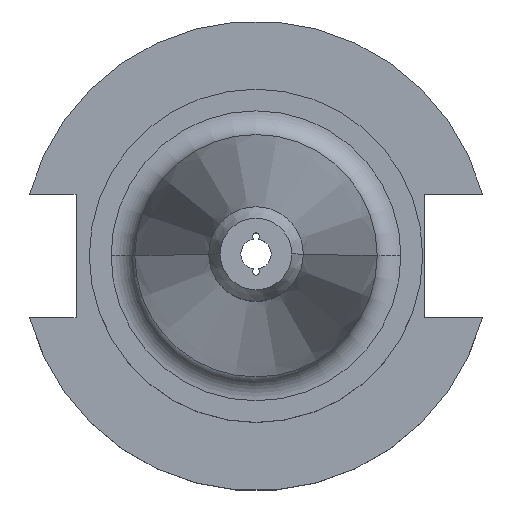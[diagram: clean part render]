
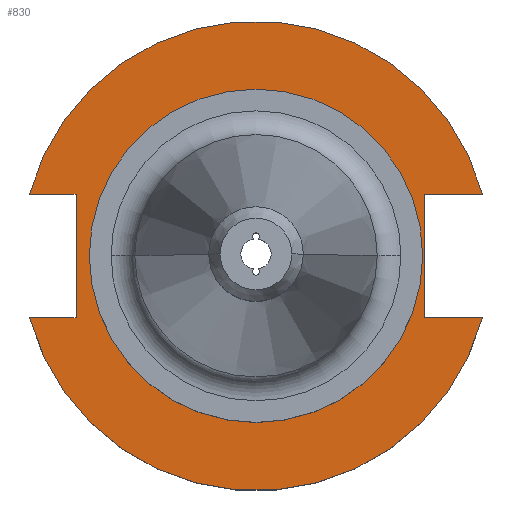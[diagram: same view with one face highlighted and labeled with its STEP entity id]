
A CAD part, top view. The second image highlights one B-rep face of the part: STEP entity #830.
In plain terms, the highlighted planar face has unit normal (0, 0, 1).
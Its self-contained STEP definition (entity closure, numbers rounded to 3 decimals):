
#1 = VECTOR ( 'NONE', #798, 1000. ) ;
#29 = DIRECTION ( 'NONE',  ( 1., 0., 0. ) ) ;
#46 = VERTEX_POINT ( 'NONE', #1028 ) ;
#62 = EDGE_CURVE ( 'NONE', #490, #97, #1977, .T. ) ;
#65 = CARTESIAN_POINT ( 'NONE',  ( 0., 49.212, 19.05 ) ) ;
#67 = VECTOR ( 'NONE', #1530, 1000. ) ;
#93 = CARTESIAN_POINT ( 'NONE',  ( 47.477, 12.954, 19.05 ) ) ;
#97 = VERTEX_POINT ( 'NONE', #1200 ) ;
#100 = FACE_OUTER_BOUND ( 'NONE', #978, .T. ) ;
#117 = CARTESIAN_POINT ( 'NONE',  ( -63.719, -12.954, 19.05 ) ) ;
#122 = LINE ( 'NONE', #304, #67 ) ;
#134 = EDGE_CURVE ( 'NONE', #186, #1589, #537, .T. ) ;
#162 = VERTEX_POINT ( 'NONE', #1980 ) ;
#174 = EDGE_CURVE ( 'NONE', #909, #386, #1273, .T. ) ;
#186 = VERTEX_POINT ( 'NONE', #93 ) ;
#205 = ORIENTED_EDGE ( 'NONE', *, *, #1111, .F. ) ;
#224 = ORIENTED_EDGE ( 'NONE', *, *, #383, .F. ) ;
#227 = CARTESIAN_POINT ( 'NONE',  ( 0., 0., 19.05 ) ) ;
#244 = DIRECTION ( 'NONE',  ( 1., 0., 0. ) ) ;
#247 = AXIS2_PLACEMENT_3D ( 'NONE', #785, #1896, #953 ) ;
#259 = ORIENTED_EDGE ( 'NONE', *, *, #134, .F. ) ;
#304 = CARTESIAN_POINT ( 'NONE',  ( -37.719, 12.954, 19.05 ) ) ;
#333 = CARTESIAN_POINT ( 'NONE',  ( 34.925, 0., 19.05 ) ) ;
#345 = CIRCLE ( 'NONE', #1963, 49.212 ) ;
#383 = EDGE_CURVE ( 'NONE', #46, #864, #1298, .T. ) ;
#386 = VERTEX_POINT ( 'NONE', #333 ) ;
#392 = DIRECTION ( 'NONE',  ( 1., 0., 0. ) ) ;
#468 = VERTEX_POINT ( 'NONE', #1439 ) ;
#469 = AXIS2_PLACEMENT_3D ( 'NONE', #1961, #858, #1803 ) ;
#481 = ORIENTED_EDGE ( 'NONE', *, *, #1316, .F. ) ;
#482 = EDGE_CURVE ( 'NONE', #162, #468, #772, .T. ) ;
#490 = VERTEX_POINT ( 'NONE', #1276 ) ;
#537 = LINE ( 'NONE', #1357, #948 ) ;
#544 = LINE ( 'NONE', #894, #602 ) ;
#548 = CARTESIAN_POINT ( 'NONE',  ( -47.477, 12.954, 19.05 ) ) ;
#588 = EDGE_CURVE ( 'NONE', #386, #909, #991, .T. ) ;
#602 = VECTOR ( 'NONE', #1998, 1000. ) ;
#643 = EDGE_LOOP ( 'NONE', ( #1676, #1323 ) ) ;
#664 = VECTOR ( 'NONE', #244, 1000. ) ;
#691 = DIRECTION ( 'NONE',  ( 1., 0., 0. ) ) ;
#772 = LINE ( 'NONE', #1444, #1987 ) ;
#785 = CARTESIAN_POINT ( 'NONE',  ( 0., 0., 19.05 ) ) ;
#798 = DIRECTION ( 'NONE',  ( -1., 0., 0. ) ) ;
#830 = ADVANCED_FACE ( 'NONE', ( #1295, #100 ), #995, .T. ) ;
#858 = DIRECTION ( 'NONE',  ( 0., 0., 1. ) ) ;
#864 = VERTEX_POINT ( 'NONE', #548 ) ;
#894 = CARTESIAN_POINT ( 'NONE',  ( 35.306, 12.954, 19.05 ) ) ;
#909 = VERTEX_POINT ( 'NONE', #1835 ) ;
#936 = DIRECTION ( 'NONE',  ( 0., 0., 1. ) ) ;
#948 = VECTOR ( 'NONE', #1346, 1000. ) ;
#953 = DIRECTION ( 'NONE',  ( 1., 0., 0. ) ) ;
#978 = EDGE_LOOP ( 'NONE', ( #1547, #1343, #481, #259, #1387, #224, #205, #1714 ) ) ;
#991 = CIRCLE ( 'NONE', #1011, 34.925 ) ;
#995 = PLANE ( 'NONE',  #1436 ) ;
#1011 = AXIS2_PLACEMENT_3D ( 'NONE', #227, #1327, #392 ) ;
#1028 = CARTESIAN_POINT ( 'NONE',  ( -37.719, 12.954, 19.05 ) ) ;
#1111 = EDGE_CURVE ( 'NONE', #97, #46, #122, .T. ) ;
#1115 = CARTESIAN_POINT ( 'NONE',  ( 35.306, 12.954, 19.05 ) ) ;
#1200 = CARTESIAN_POINT ( 'NONE',  ( -37.719, -12.954, 19.05 ) ) ;
#1273 = CIRCLE ( 'NONE', #469, 34.925 ) ;
#1276 = CARTESIAN_POINT ( 'NONE',  ( -47.477, -12.954, 19.05 ) ) ;
#1295 = FACE_BOUND ( 'NONE', #643, .T. ) ;
#1298 = LINE ( 'NONE', #1432, #1 ) ;
#1316 = EDGE_CURVE ( 'NONE', #1589, #162, #544, .T. ) ;
#1323 = ORIENTED_EDGE ( 'NONE', *, *, #174, .F. ) ;
#1327 = DIRECTION ( 'NONE',  ( 0., 0., 1. ) ) ;
#1343 = ORIENTED_EDGE ( 'NONE', *, *, #482, .F. ) ;
#1346 = DIRECTION ( 'NONE',  ( -1., 0., 0. ) ) ;
#1357 = CARTESIAN_POINT ( 'NONE',  ( 35.306, 12.954, 19.05 ) ) ;
#1387 = ORIENTED_EDGE ( 'NONE', *, *, #1465, .T. ) ;
#1432 = CARTESIAN_POINT ( 'NONE',  ( -63.719, 12.954, 19.05 ) ) ;
#1436 = AXIS2_PLACEMENT_3D ( 'NONE', #65, #1621, #691 ) ;
#1439 = CARTESIAN_POINT ( 'NONE',  ( 47.477, -12.954, 19.05 ) ) ;
#1444 = CARTESIAN_POINT ( 'NONE',  ( 35.306, -12.954, 19.05 ) ) ;
#1465 = EDGE_CURVE ( 'NONE', #186, #864, #345, .T. ) ;
#1530 = DIRECTION ( 'NONE',  ( 0., 1., 0. ) ) ;
#1547 = ORIENTED_EDGE ( 'NONE', *, *, #1559, .T. ) ;
#1559 = EDGE_CURVE ( 'NONE', #490, #468, #1962, .T. ) ;
#1589 = VERTEX_POINT ( 'NONE', #1115 ) ;
#1621 = DIRECTION ( 'NONE',  ( 0., 0., 1. ) ) ;
#1676 = ORIENTED_EDGE ( 'NONE', *, *, #588, .F. ) ;
#1714 = ORIENTED_EDGE ( 'NONE', *, *, #62, .F. ) ;
#1803 = DIRECTION ( 'NONE',  ( 1., 0., 0. ) ) ;
#1835 = CARTESIAN_POINT ( 'NONE',  ( -34.925, 0., 19.05 ) ) ;
#1876 = CARTESIAN_POINT ( 'NONE',  ( 0., 0., 19.05 ) ) ;
#1896 = DIRECTION ( 'NONE',  ( 0., 0., 1. ) ) ;
#1961 = CARTESIAN_POINT ( 'NONE',  ( 0., 0., 19.05 ) ) ;
#1962 = CIRCLE ( 'NONE', #247, 49.212 ) ;
#1963 = AXIS2_PLACEMENT_3D ( 'NONE', #1876, #936, #2040 ) ;
#1977 = LINE ( 'NONE', #117, #664 ) ;
#1980 = CARTESIAN_POINT ( 'NONE',  ( 35.306, -12.954, 19.05 ) ) ;
#1987 = VECTOR ( 'NONE', #29, 1000. ) ;
#1998 = DIRECTION ( 'NONE',  ( 0., -1., 0. ) ) ;
#2040 = DIRECTION ( 'NONE',  ( 1., 0., 0. ) ) ;
